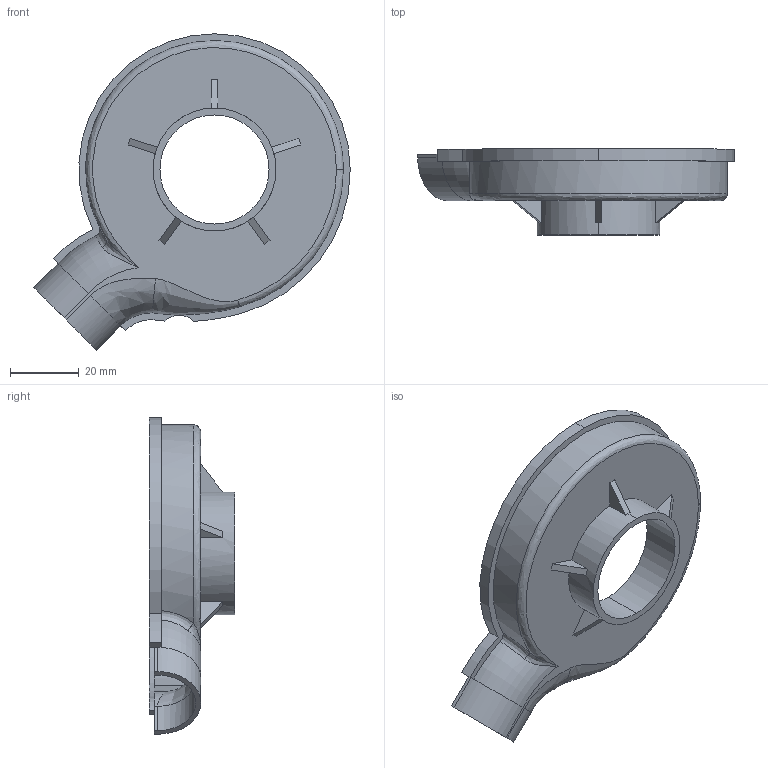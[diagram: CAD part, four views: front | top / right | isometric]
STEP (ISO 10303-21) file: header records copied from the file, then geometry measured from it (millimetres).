
FILE_DESCRIPTION (( 'STEP AP203' ), '1' );
FILE_NAME ('Pump Motor side.STEP', '2020-04-12T10:47:25', ( '' ), ( '' ), 'SwSTEP 2.0', 'SolidWorks 2018', '' );
FILE_SCHEMA (( 'CONFIG_CONTROL_DESIGN' ));
Length unit declared in the file: millimetre
Products named in the file (1): Pump Motor side
Bounding box: 92.11 x 25 x 92.11 mm (x, y, z)
Volume: 14866.9 mm3; surface area: 19108.4 mm2
Topology: 1 solids, 1 shells, 75 faces, 209 edges, 136 vertices
Faces by surface type: cylinder 31, plane 28, bspline 14, torus 2
Entity records: 7723 total; most frequent: CARTESIAN_POINT 5831, ORIENTED_EDGE 416, DIRECTION 336, EDGE_CURVE 208, VERTEX_POINT 136, AXIS2_PLACEMENT_3D 121, LINE 94, VECTOR 94
